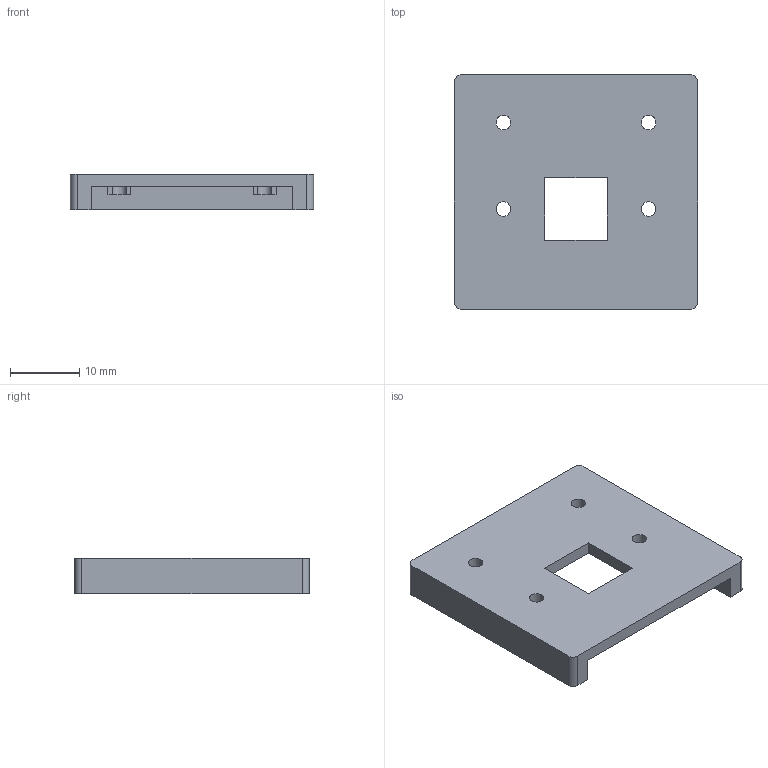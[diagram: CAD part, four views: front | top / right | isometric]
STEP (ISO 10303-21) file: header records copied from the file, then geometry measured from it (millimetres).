
FILE_DESCRIPTION(/* description */ (''),/* implementation_level */ '2;1');
FILE_NAME(/* name */ 'devFrame RPi Camera Mount Front.step',/* time_stamp */ '2020-01-09T12:04:05-06:00',/* author */ (''),/* organization */ (''),/* preprocessor_version */ 'ST-DEVELOPER v18',/* originating_system */ 'Autodesk Translation Framework v8.12.0.6',/* authorisation */ '');
FILE_SCHEMA (('AUTOMOTIVE_DESIGN { 1 0 10303 214 3 1 1 }'));
Length unit declared in the file: millimetre
Products named in the file (1): devFrame RPi Camera Case
Bounding box: 35.17 x 33.92 x 5.2 mm (x, y, z)
Volume: 3052.3 mm3; surface area: 3308.3 mm2
Topology: 1 solids, 1 shells, 36 faces, 104 edges, 68 vertices
Faces by surface type: plane 28, cylinder 8
Full cylindrical faces by diameter (mm): 2.1 x4
Entity records: 1229 total; most frequent: CARTESIAN_POINT 209, ORIENTED_EDGE 208, DIRECTION 198, EDGE_CURVE 104, LINE 84, VECTOR 84, VERTEX_POINT 68, AXIS2_PLACEMENT_3D 57
